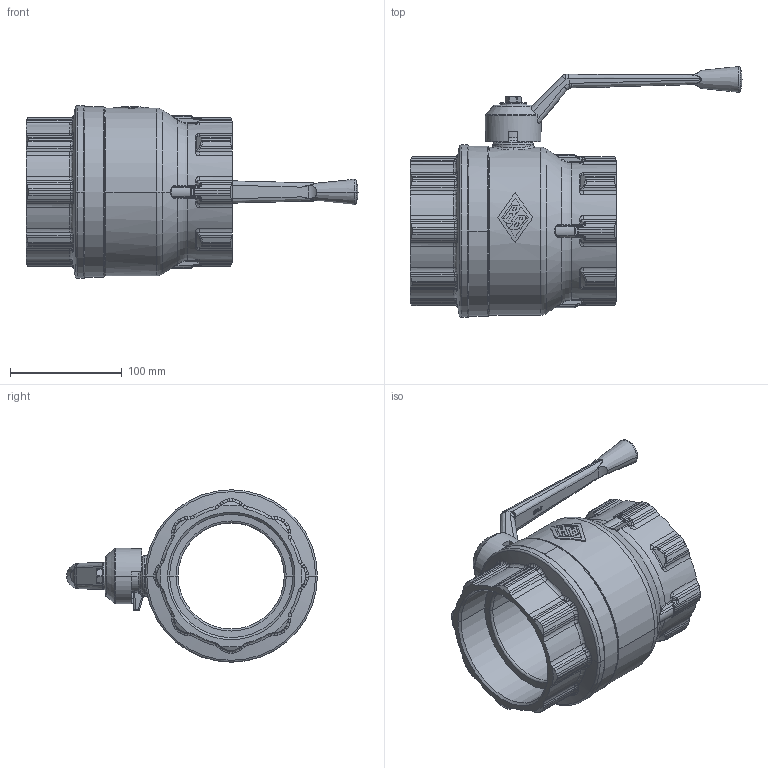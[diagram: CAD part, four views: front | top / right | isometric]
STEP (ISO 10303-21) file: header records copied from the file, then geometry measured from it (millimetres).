
FILE_DESCRIPTION(('Creo Elements/Direct Modeling STEP Export'),'2;1');
FILE_NAME('1500180000.stp','2021-04-30T14:00:47',(''),(''),'Creo Elements/Direct Modeling STEP processor for AP214 (Solid Model)','Creo Elements/Direct Modeling 20.1D 10-Oct-2020 (C) Parametric Technology GmbH','');
FILE_SCHEMA(('AUTOMOTIVE_DESIGN { 1 0 10303 214 1 1 1 1 }'));
Length unit declared in the file: millimetre
Products named in the file (2): 1500180000
Assembly tree (1 placements, depth 2):
  1500180000
    1500180000
Bounding box: 297.5 x 224.74 x 154.5 mm (x, y, z)
Volume: 1402046 mm3; surface area: 182032.1 mm2
Topology: 1 solids, 1 shells, 946 faces, 2376 edges, 1448 vertices
Faces by surface type: bspline 352, plane 255, cylinder 227, cone 65, torus 40, extrusion 5, sphere 2
Entity records: 59174 total; most frequent: CARTESIAN_POINT 39723, ORIENTED_EDGE 4740, DIRECTION 2416, EDGE_CURVE 2370, VERTEX_POINT 1448, EDGE_LOOP 970, FACE_OUTER_BOUND 946, ADVANCED_FACE 946
